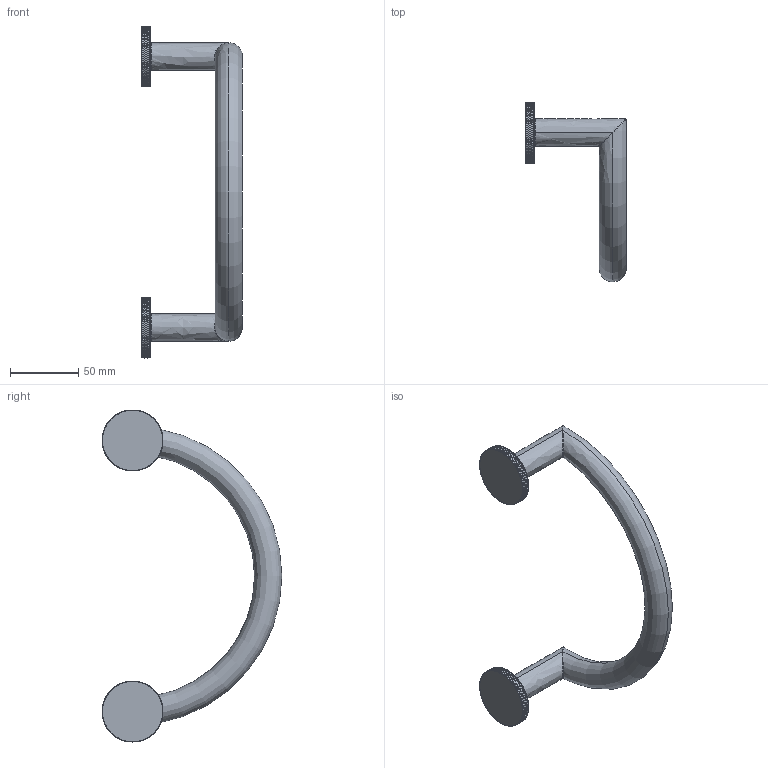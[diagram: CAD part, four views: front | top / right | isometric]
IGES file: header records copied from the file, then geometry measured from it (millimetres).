
Start section:  PTC IGES file: 3290-1400.igs
Global section: file name: 3290-1400.igs; native system: Creo Parametric by PTC Inc.; preprocessor: 2018400; author: jinson.thomas; organization: Unknown; date: 20210921.154223; units: inch
Bounding box: 73.75 x 131.28 x 242.57 mm (x, y, z)
Volume: 153942.7 mm3; surface area: 34759.4 mm2
Topology: 1 solids, 1 shells, 6098 faces, 13366 edges, 7272 vertices
Faces by surface type: bspline 4712, revolution 1386
